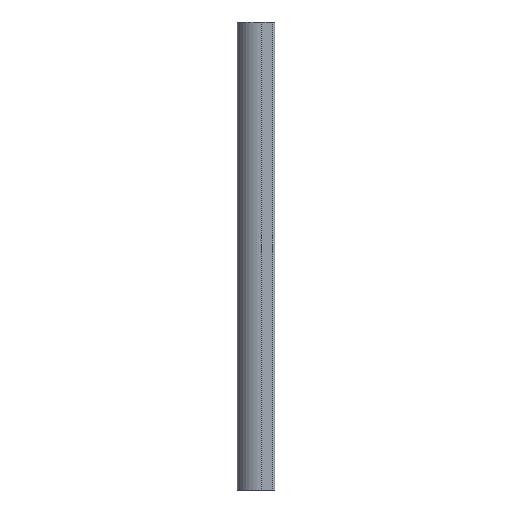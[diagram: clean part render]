
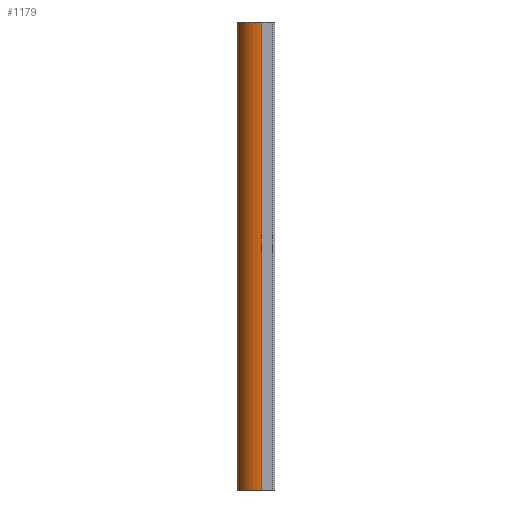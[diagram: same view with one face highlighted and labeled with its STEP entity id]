
A CAD part, left-side view. The second image highlights one B-rep face of the part: STEP entity #1179.
In plain terms, the highlighted cylindrical face has radius 62.05 mm (diameter 124.1 mm), a partial arc.
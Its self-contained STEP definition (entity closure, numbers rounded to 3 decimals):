
#41=CARTESIAN_POINT('',(0.,32.4,0.));
#42=DIRECTION('',(0.,0.,1.));
#43=DIRECTION('',(1.,0.,0.));
#44=AXIS2_PLACEMENT_3D('',#41,#42,#43);
#246=CARTESIAN_POINT('',(0.,32.4,-1180.));
#247=DIRECTION('',(0.,0.,1.));
#248=DIRECTION('',(1.,0.,0.));
#249=AXIS2_PLACEMENT_3D('',#246,#247,#248);
#374=DIRECTION('',(0.,0.,-1.));
#375=VECTOR('',#374,1180.);
#376=CARTESIAN_POINT('',(-62.05,32.4,0.));
#377=LINE('',#376,#375);
#378=DIRECTION('',(0.,0.,-1.));
#379=VECTOR('',#378,1180.);
#380=CARTESIAN_POINT('',(62.05,32.4,0.));
#381=LINE('',#380,#379);
#694=CARTESIAN_POINT('',(62.05,32.4,0.));
#695=VERTEX_POINT('',#694);
#696=CARTESIAN_POINT('',(-62.05,32.4,0.));
#697=VERTEX_POINT('',#696);
#698=CARTESIAN_POINT('',(62.05,32.4,-1180.));
#699=VERTEX_POINT('',#698);
#700=CARTESIAN_POINT('',(-62.05,32.4,-1180.));
#701=VERTEX_POINT('',#700);
#1167=CARTESIAN_POINT('',(0.,32.4,0.));
#1168=DIRECTION('',(0.,0.,1.));
#1169=DIRECTION('',(1.,0.,0.));
#1170=AXIS2_PLACEMENT_3D('',#1167,#1168,#1169);
#1171=CYLINDRICAL_SURFACE('',#1170,62.05);
#1172=ORIENTED_EDGE('',*,*,#839,.T.);
#1173=ORIENTED_EDGE('',*,*,#1161,.T.);
#1174=ORIENTED_EDGE('',*,*,#995,.F.);
#1176=ORIENTED_EDGE('',*,*,#1175,.F.);
#1177=EDGE_LOOP('',(#1172,#1173,#1174,#1176));
#1178=FACE_OUTER_BOUND('',#1177,.F.);
#1179=ADVANCED_FACE('',(#1178),#1171,.T.);
#45=CIRCLE('',#44,62.05);
#250=CIRCLE('',#249,62.05);
#839=EDGE_CURVE('',#695,#697,#45,.T.);
#995=EDGE_CURVE('',#699,#701,#250,.T.);
#1161=EDGE_CURVE('',#697,#701,#377,.T.);
#1175=EDGE_CURVE('',#695,#699,#381,.T.);
